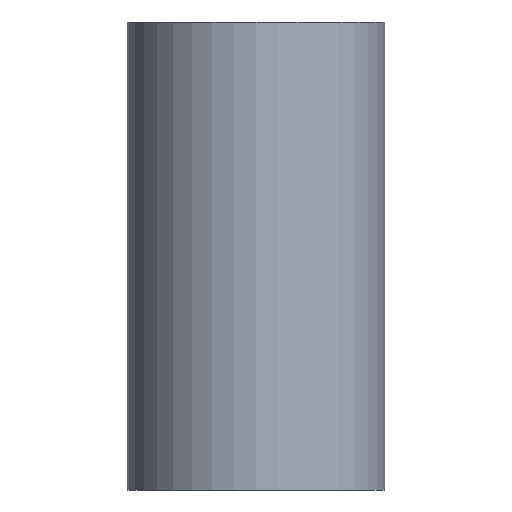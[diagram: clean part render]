
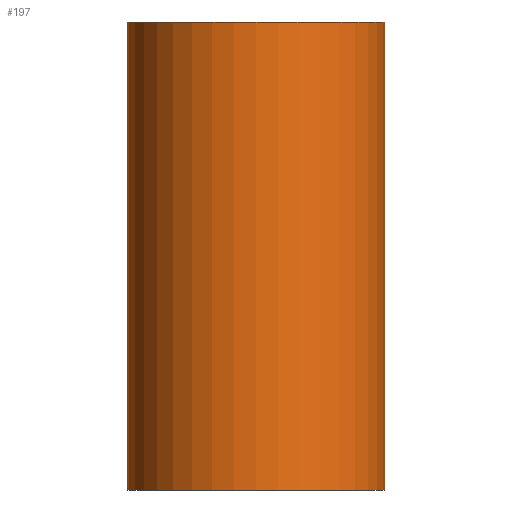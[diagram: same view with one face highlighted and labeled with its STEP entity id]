
A CAD part, front view. The second image highlights one B-rep face of the part: STEP entity #197.
In plain terms, the highlighted cylindrical face has radius 81.5 mm (diameter 163 mm), a full revolution.
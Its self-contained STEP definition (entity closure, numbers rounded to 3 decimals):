
#16=B_SPLINE_CURVE_WITH_KNOTS('',3,(#409,#410,#411,#412,#413,#414,#415,
#416,#417,#418,#419,#420,#421,#422,#423,#424,#425,#426,#427,#428,#429,#430,
#431,#432,#433,#434,#435,#436,#437,#438,#439,#440,#441,#442,#443,#444,#445,
#446,#447,#448,#449,#450,#451,#452,#453,#454,#455,#456,#457,#458,#459,#460,
#461,#462,#463,#464,#465,#466,#467,#468,#469,#470,#471,#472,#473,#474),
 .UNSPECIFIED.,.T.,.F.,(4,2,2,2,2,2,2,2,2,2,2,2,2,2,2,2,2,2,2,2,2,2,2,2,
2,2,2,2,2,2,2,2,4),(0.,1.318,2.636,3.954,
5.273,6.553,7.832,9.112,10.392,
11.672,12.952,14.232,15.512,16.83,
18.148,19.466,20.784,22.102,23.42,
24.739,26.057,27.337,28.617,29.896,
31.176,32.456,33.736,35.016,36.296,
37.614,38.932,40.25,41.568),
 .UNSPECIFIED.);
#29=CYLINDRICAL_SURFACE('',#230,81.5);
#44=FACE_BOUND('',#92,.T.);
#45=FACE_BOUND('',#93,.T.);
#61=FACE_OUTER_BOUND('',#91,.T.);
#91=EDGE_LOOP('',(#174));
#92=EDGE_LOOP('',(#175));
#93=EDGE_LOOP('',(#176));
#101=CIRCLE('',#208,81.5);
#105=CIRCLE('',#215,81.5);
#116=VERTEX_POINT('',#307);
#120=VERTEX_POINT('',#318);
#129=VERTEX_POINT('',#408);
#133=EDGE_CURVE('',#116,#116,#101,.T.);
#137=EDGE_CURVE('',#120,#120,#105,.T.);
#146=EDGE_CURVE('',#129,#129,#16,.T.);
#174=ORIENTED_EDGE('',*,*,#133,.F.);
#175=ORIENTED_EDGE('',*,*,#137,.F.);
#176=ORIENTED_EDGE('',*,*,#146,.T.);
#197=ADVANCED_FACE('',(#61,#44,#45),#29,.T.);
#208=AXIS2_PLACEMENT_3D('',#308,#247,#248);
#215=AXIS2_PLACEMENT_3D('',#319,#261,#262);
#230=AXIS2_PLACEMENT_3D('',#475,#291,#292);
#247=DIRECTION('center_axis',(0.,0.,1.));
#248=DIRECTION('ref_axis',(-1.,0.,0.));
#261=DIRECTION('center_axis',(0.,0.,-1.));
#262=DIRECTION('ref_axis',(-1.,0.,0.));
#291=DIRECTION('center_axis',(0.,0.,1.));
#292=DIRECTION('ref_axis',(-1.,0.,0.));
#307=CARTESIAN_POINT('',(81.5,0.,148.));
#308=CARTESIAN_POINT('Origin',(0.,0.,148.));
#318=CARTESIAN_POINT('',(81.5,0.,-148.));
#319=CARTESIAN_POINT('Origin',(0.,0.,-148.));
#408=CARTESIAN_POINT('',(64.5,49.82,0.));
#409=CARTESIAN_POINT('Ctrl Pts',(64.5,49.82,0.));
#410=CARTESIAN_POINT('Ctrl Pts',(64.5,49.82,4.394));
#411=CARTESIAN_POINT('Ctrl Pts',(64.048,50.418,8.762));
#412=CARTESIAN_POINT('Ctrl Pts',(62.306,52.556,17.231));
#413=CARTESIAN_POINT('Ctrl Pts',(61.016,54.084,21.335));
#414=CARTESIAN_POINT('Ctrl Pts',(57.705,57.604,29.127));
#415=CARTESIAN_POINT('Ctrl Pts',(55.679,59.594,32.82));
#416=CARTESIAN_POINT('Ctrl Pts',(51.034,63.618,39.659));
#417=CARTESIAN_POINT('Ctrl Pts',(48.412,65.65,42.805));
#418=CARTESIAN_POINT('Ctrl Pts',(42.886,69.382,48.331));
#419=CARTESIAN_POINT('Ctrl Pts',(39.789,71.229,50.933));
#420=CARTESIAN_POINT('Ctrl Pts',(32.959,74.636,55.597));
#421=CARTESIAN_POINT('Ctrl Pts',(29.225,76.193,57.659));
#422=CARTESIAN_POINT('Ctrl Pts',(21.321,78.771,61.025));
#423=CARTESIAN_POINT('Ctrl Pts',(17.143,79.794,62.332));
#424=CARTESIAN_POINT('Ctrl Pts',(8.615,81.158,64.07));
#425=CARTESIAN_POINT('Ctrl Pts',(4.266,81.5,64.5));
#426=CARTESIAN_POINT('Ctrl Pts',(-4.266,81.5,64.5));
#427=CARTESIAN_POINT('Ctrl Pts',(-8.615,81.158,64.07));
#428=CARTESIAN_POINT('Ctrl Pts',(-17.143,79.794,62.332));
#429=CARTESIAN_POINT('Ctrl Pts',(-21.321,78.771,61.025));
#430=CARTESIAN_POINT('Ctrl Pts',(-29.225,76.193,57.659));
#431=CARTESIAN_POINT('Ctrl Pts',(-32.959,74.636,55.597));
#432=CARTESIAN_POINT('Ctrl Pts',(-39.789,71.229,50.933));
#433=CARTESIAN_POINT('Ctrl Pts',(-42.886,69.382,48.331));
#434=CARTESIAN_POINT('Ctrl Pts',(-48.412,65.65,42.805));
#435=CARTESIAN_POINT('Ctrl Pts',(-51.034,63.618,39.659));
#436=CARTESIAN_POINT('Ctrl Pts',(-55.679,59.594,32.82));
#437=CARTESIAN_POINT('Ctrl Pts',(-57.705,57.604,29.127));
#438=CARTESIAN_POINT('Ctrl Pts',(-61.016,54.084,21.335));
#439=CARTESIAN_POINT('Ctrl Pts',(-62.306,52.556,17.231));
#440=CARTESIAN_POINT('Ctrl Pts',(-64.048,50.418,8.762));
#441=CARTESIAN_POINT('Ctrl Pts',(-64.5,49.82,4.394));
#442=CARTESIAN_POINT('Ctrl Pts',(-64.5,49.82,-4.394));
#443=CARTESIAN_POINT('Ctrl Pts',(-64.048,50.418,-8.762));
#444=CARTESIAN_POINT('Ctrl Pts',(-62.306,52.556,-17.231));
#445=CARTESIAN_POINT('Ctrl Pts',(-61.016,54.084,-21.335));
#446=CARTESIAN_POINT('Ctrl Pts',(-57.705,57.604,-29.127));
#447=CARTESIAN_POINT('Ctrl Pts',(-55.679,59.594,-32.82));
#448=CARTESIAN_POINT('Ctrl Pts',(-51.034,63.618,-39.659));
#449=CARTESIAN_POINT('Ctrl Pts',(-48.412,65.65,-42.805));
#450=CARTESIAN_POINT('Ctrl Pts',(-42.886,69.382,-48.331));
#451=CARTESIAN_POINT('Ctrl Pts',(-39.789,71.229,-50.933));
#452=CARTESIAN_POINT('Ctrl Pts',(-32.959,74.636,-55.597));
#453=CARTESIAN_POINT('Ctrl Pts',(-29.225,76.193,-57.659));
#454=CARTESIAN_POINT('Ctrl Pts',(-21.321,78.771,-61.025));
#455=CARTESIAN_POINT('Ctrl Pts',(-17.143,79.794,-62.332));
#456=CARTESIAN_POINT('Ctrl Pts',(-8.615,81.158,-64.07));
#457=CARTESIAN_POINT('Ctrl Pts',(-4.266,81.5,-64.5));
#458=CARTESIAN_POINT('Ctrl Pts',(4.266,81.5,-64.5));
#459=CARTESIAN_POINT('Ctrl Pts',(8.615,81.158,-64.07));
#460=CARTESIAN_POINT('Ctrl Pts',(17.143,79.794,-62.332));
#461=CARTESIAN_POINT('Ctrl Pts',(21.321,78.771,-61.025));
#462=CARTESIAN_POINT('Ctrl Pts',(29.225,76.193,-57.659));
#463=CARTESIAN_POINT('Ctrl Pts',(32.959,74.636,-55.597));
#464=CARTESIAN_POINT('Ctrl Pts',(39.789,71.229,-50.933));
#465=CARTESIAN_POINT('Ctrl Pts',(42.886,69.382,-48.331));
#466=CARTESIAN_POINT('Ctrl Pts',(48.412,65.65,-42.805));
#467=CARTESIAN_POINT('Ctrl Pts',(51.034,63.618,-39.659));
#468=CARTESIAN_POINT('Ctrl Pts',(55.679,59.594,-32.82));
#469=CARTESIAN_POINT('Ctrl Pts',(57.705,57.604,-29.127));
#470=CARTESIAN_POINT('Ctrl Pts',(61.016,54.084,-21.335));
#471=CARTESIAN_POINT('Ctrl Pts',(62.306,52.556,-17.231));
#472=CARTESIAN_POINT('Ctrl Pts',(64.048,50.418,-8.762));
#473=CARTESIAN_POINT('Ctrl Pts',(64.5,49.82,-4.394));
#474=CARTESIAN_POINT('Ctrl Pts',(64.5,49.82,0.));
#475=CARTESIAN_POINT('Origin',(0.,0.,0.));
